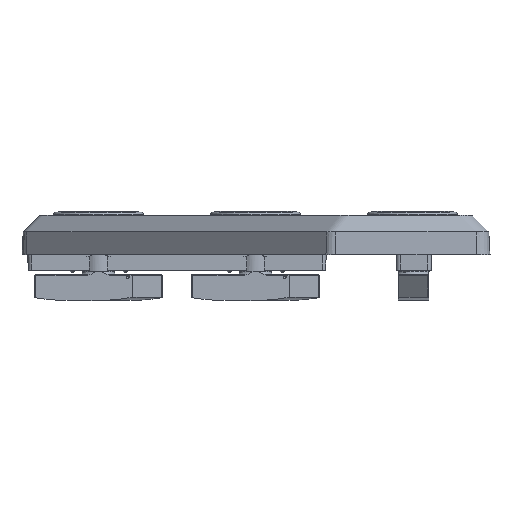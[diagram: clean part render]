
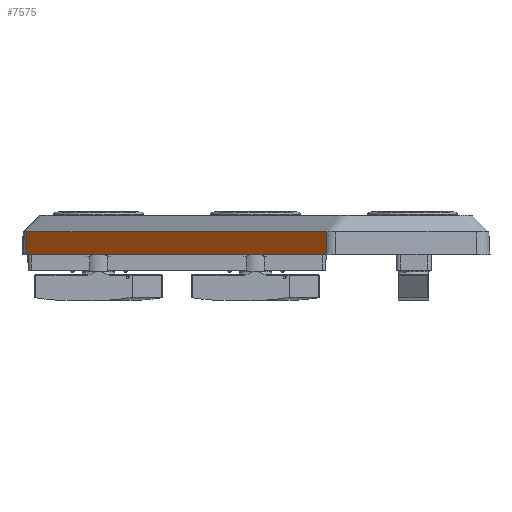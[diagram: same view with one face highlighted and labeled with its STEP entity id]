
A CAD part, left-side view. The second image highlights one B-rep face of the part: STEP entity #7575.
In plain terms, the highlighted planar face has unit normal (-0.706, 0.706, 0.052).
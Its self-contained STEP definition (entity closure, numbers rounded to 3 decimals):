
#574=PLANE('',#8681);
#1007=LINE('',#14981,#1449);
#1008=LINE('',#14988,#1450);
#1009=LINE('',#14990,#1451);
#1449=VECTOR('',#10864,1000.);
#1450=VECTOR('',#10867,1000.);
#1451=VECTOR('',#10868,1000.);
#2008=FACE_OUTER_BOUND('',#2521,.T.);
#2521=EDGE_LOOP('',(#6658,#6659,#6660,#6661));
#2762=B_SPLINE_CURVE_WITH_KNOTS('',3,(#14991,#14992,#14993,#14994,#14995,
#14996,#14997,#14998,#14999,#15000,#15001,#15002,#15003,#15004,#15005,#15006,
#15007,#15008,#15009,#15010,#15011,#15012,#15013,#15014,#15015,#15016,#15017,
#15018,#15019,#15020,#15021,#15022,#15023,#15024),.UNSPECIFIED.,.F.,.F.,
(4,3,3,3,3,3,3,3,3,3,3,4),(0.,0.001,0.002,0.175,
0.402,0.591,0.741,0.897,
0.998,0.999,0.999,1.),.UNSPECIFIED.);
#3817=VERTEX_POINT('',#14978);
#3818=VERTEX_POINT('',#14980);
#3819=VERTEX_POINT('',#14987);
#3820=VERTEX_POINT('',#14989);
#4801=EDGE_CURVE('',#3818,#3817,#1007,.T.);
#4803=EDGE_CURVE('',#3817,#3819,#1008,.T.);
#4804=EDGE_CURVE('',#3820,#3819,#1009,.T.);
#4805=EDGE_CURVE('',#3818,#3820,#2762,.F.);
#6658=ORIENTED_EDGE('',*,*,#4803,.T.);
#6659=ORIENTED_EDGE('',*,*,#4804,.F.);
#6660=ORIENTED_EDGE('',*,*,#4805,.F.);
#6661=ORIENTED_EDGE('',*,*,#4801,.T.);
#7575=ADVANCED_FACE('',(#2008),#574,.T.);
#8681=AXIS2_PLACEMENT_3D('',#14986,#10865,#10866);
#10864=DIRECTION('',(-0.037,0.037,-0.999));
#10865=DIRECTION('center_axis',(-0.706,0.706,0.052));
#10866=DIRECTION('ref_axis',(-0.707,-0.707,0.));
#10867=DIRECTION('',(-0.707,-0.707,0.));
#10868=DIRECTION('',(-0.037,0.037,-0.999));
#14978=CARTESIAN_POINT('',(77.47,118.265,0.));
#14980=CARTESIAN_POINT('',(77.684,118.05,5.8));
#14981=CARTESIAN_POINT('',(77.47,118.265,0.));
#14986=CARTESIAN_POINT('Origin',(77.47,118.265,0.));
#14987=CARTESIAN_POINT('',(1.025,41.82,0.));
#14988=CARTESIAN_POINT('',(77.47,118.265,0.));
#14989=CARTESIAN_POINT('',(1.24,41.606,5.8));
#14990=CARTESIAN_POINT('',(1.025,41.82,0.));
#14991=CARTESIAN_POINT('Ctrl Pts',(1.24,41.606,5.8));
#14992=CARTESIAN_POINT('Ctrl Pts',(1.268,41.633,5.8));
#14993=CARTESIAN_POINT('Ctrl Pts',(1.296,41.661,5.8));
#14994=CARTESIAN_POINT('Ctrl Pts',(1.324,41.689,5.8));
#14995=CARTESIAN_POINT('Ctrl Pts',(1.35,41.716,5.8));
#14996=CARTESIAN_POINT('Ctrl Pts',(1.376,41.742,5.8));
#14997=CARTESIAN_POINT('Ctrl Pts',(1.403,41.768,5.8));
#14998=CARTESIAN_POINT('Ctrl Pts',(5.801,46.166,5.8));
#14999=CARTESIAN_POINT('Ctrl Pts',(10.199,50.564,5.8));
#15000=CARTESIAN_POINT('Ctrl Pts',(14.597,54.962,5.8));
#15001=CARTESIAN_POINT('Ctrl Pts',(20.378,60.744,5.8));
#15002=CARTESIAN_POINT('Ctrl Pts',(26.16,66.525,5.8));
#15003=CARTESIAN_POINT('Ctrl Pts',(31.942,72.307,5.8));
#15004=CARTESIAN_POINT('Ctrl Pts',(36.776,77.141,5.8));
#15005=CARTESIAN_POINT('Ctrl Pts',(41.61,81.975,5.8));
#15006=CARTESIAN_POINT('Ctrl Pts',(46.444,86.809,5.8));
#15007=CARTESIAN_POINT('Ctrl Pts',(50.249,90.615,5.8));
#15008=CARTESIAN_POINT('Ctrl Pts',(54.055,94.421,5.8));
#15009=CARTESIAN_POINT('Ctrl Pts',(57.861,98.227,5.8));
#15010=CARTESIAN_POINT('Ctrl Pts',(61.84,102.205,5.8));
#15011=CARTESIAN_POINT('Ctrl Pts',(65.818,106.183,5.8));
#15012=CARTESIAN_POINT('Ctrl Pts',(69.796,110.162,5.8));
#15013=CARTESIAN_POINT('Ctrl Pts',(72.373,112.739,5.8));
#15014=CARTESIAN_POINT('Ctrl Pts',(74.95,115.315,5.8));
#15015=CARTESIAN_POINT('Ctrl Pts',(77.527,117.892,5.8));
#15016=CARTESIAN_POINT('Ctrl Pts',(77.548,117.913,5.8));
#15017=CARTESIAN_POINT('Ctrl Pts',(77.569,117.935,5.8));
#15018=CARTESIAN_POINT('Ctrl Pts',(77.59,117.956,5.8));
#15019=CARTESIAN_POINT('Ctrl Pts',(77.594,117.959,5.8));
#15020=CARTESIAN_POINT('Ctrl Pts',(77.597,117.963,5.8));
#15021=CARTESIAN_POINT('Ctrl Pts',(77.601,117.966,5.8));
#15022=CARTESIAN_POINT('Ctrl Pts',(77.629,117.994,5.8));
#15023=CARTESIAN_POINT('Ctrl Pts',(77.657,118.022,5.8));
#15024=CARTESIAN_POINT('Ctrl Pts',(77.684,118.05,5.8));
